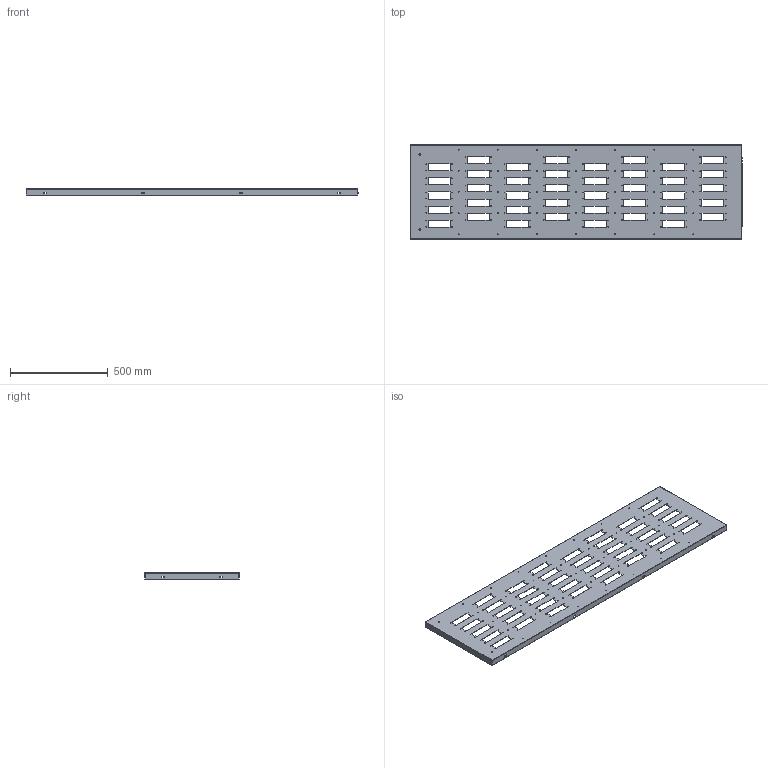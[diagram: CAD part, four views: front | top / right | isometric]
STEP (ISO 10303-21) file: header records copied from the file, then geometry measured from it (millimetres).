
FILE_DESCRIPTION (( 'STEP AP203' ), '1' );
FILE_NAME ('QB09C270.step', '2011-02-18T06:44:04', ( 'User' ), ( 'DKC' ), 'SwSTEP 2.0', 'SolidWorks 2010', '' );
FILE_SCHEMA (( 'CONFIG_CONTROL_DESIGN' ));
Length unit declared in the file: millimetre
Products named in the file (1): QB09C270
Bounding box: 1697 x 483 x 32 mm (x, y, z)
Volume: 1566605.4 mm3; surface area: 1604964.1 mm2
Topology: 1 solids, 1 shells, 648 faces, 1910 edges, 1264 vertices
Faces by surface type: cylinder 430, plane 218
Entity records: 23027 total; most frequent: DIRECTION 4072, CARTESIAN_POINT 3823, ORIENTED_EDGE 3820, EDGE_CURVE 1910, AXIS2_PLACEMENT_3D 1513, VERTEX_POINT 1264, EDGE_LOOP 1146, LINE 1046
